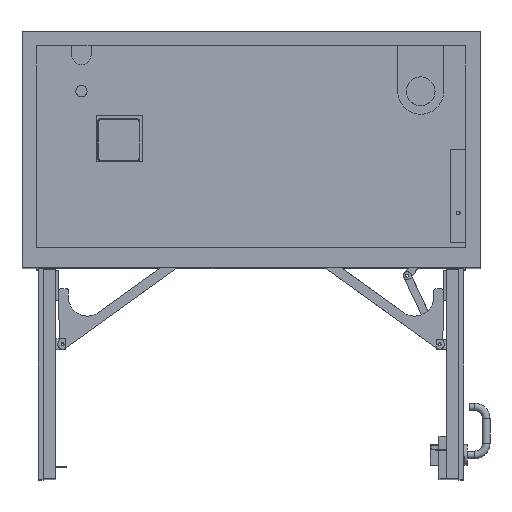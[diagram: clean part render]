
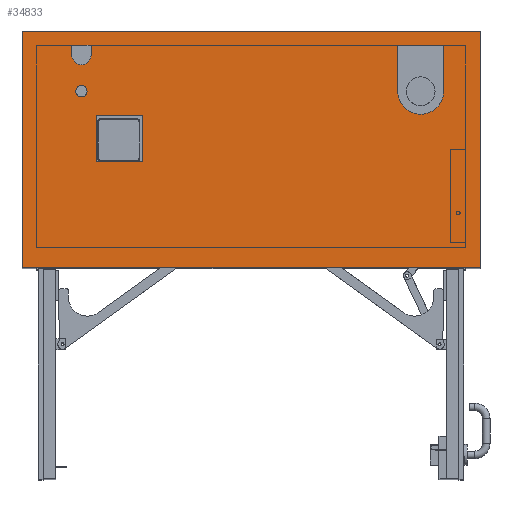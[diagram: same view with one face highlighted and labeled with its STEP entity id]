
A CAD part, top view. The second image highlights one B-rep face of the part: STEP entity #34833.
In plain terms, the highlighted planar face has unit normal (0, 0, 1).
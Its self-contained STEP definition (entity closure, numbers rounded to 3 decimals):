
#1017=FACE_BOUND('',#5944,.T.);
#1018=FACE_BOUND('',#5945,.T.);
#1019=FACE_BOUND('',#5946,.T.);
#1020=FACE_BOUND('',#5947,.T.);
#2200=PLANE('',#36915);
#3899=FACE_OUTER_BOUND('',#5943,.T.);
#5943=EDGE_LOOP('',(#30362,#30363,#30364,#30365));
#5944=EDGE_LOOP('',(#30366,#30367,#30368,#30369));
#5945=EDGE_LOOP('',(#30370,#30371,#30372,#30373));
#5946=EDGE_LOOP('',(#30374,#30375,#30376,#30377));
#5947=EDGE_LOOP('',(#30378));
#9275=LINE('',#56716,#12878);
#9343=LINE('',#56858,#12946);
#9350=LINE('',#56873,#12953);
#9354=LINE('',#56882,#12957);
#9357=LINE('',#56888,#12960);
#9360=LINE('',#56893,#12963);
#9399=LINE('',#56976,#13002);
#9401=LINE('',#56980,#13004);
#9402=LINE('',#56982,#13005);
#9407=LINE('',#56992,#13010);
#9409=LINE('',#56998,#13012);
#9444=LINE('',#57105,#13047);
#9446=LINE('',#57109,#13049);
#9448=LINE('',#57112,#13051);
#12878=VECTOR('',#43935,10.);
#12946=VECTOR('',#44047,10.);
#12953=VECTOR('',#44060,10.);
#12957=VECTOR('',#44066,10.);
#12960=VECTOR('',#44071,10.);
#12963=VECTOR('',#44076,10.);
#13002=VECTOR('',#44163,10.);
#13004=VECTOR('',#44167,10.);
#13005=VECTOR('',#44170,10.);
#13010=VECTOR('',#44179,10.);
#13012=VECTOR('',#44187,10.);
#13047=VECTOR('',#44314,10.);
#13049=VECTOR('',#44318,10.);
#13051=VECTOR('',#44322,10.);
#13846=CIRCLE('',#36831,60.);
#13849=CIRCLE('',#36865,25.);
#13850=CIRCLE('',#36868,14.5);
#16687=VERTEX_POINT('',#56713);
#16688=VERTEX_POINT('',#56715);
#16739=VERTEX_POINT('',#56855);
#16740=VERTEX_POINT('',#56857);
#16742=VERTEX_POINT('',#56863);
#16745=VERTEX_POINT('',#56871);
#16748=VERTEX_POINT('',#56879);
#16749=VERTEX_POINT('',#56881);
#16750=VERTEX_POINT('',#56885);
#16751=VERTEX_POINT('',#56887);
#16752=VERTEX_POINT('',#56891);
#16773=VERTEX_POINT('',#56978);
#16776=VERTEX_POINT('',#56990);
#16777=VERTEX_POINT('',#56994);
#16778=VERTEX_POINT('',#57001);
#16803=VERTEX_POINT('',#57104);
#16804=VERTEX_POINT('',#57108);
#21174=EDGE_CURVE('',#16688,#16687,#9275,.T.);
#21246=EDGE_CURVE('',#16740,#16739,#9343,.T.);
#21250=EDGE_CURVE('',#16739,#16742,#13846,.T.);
#21254=EDGE_CURVE('',#16742,#16745,#9350,.T.);
#21258=EDGE_CURVE('',#16749,#16748,#9354,.T.);
#21261=EDGE_CURVE('',#16751,#16750,#9357,.T.);
#21264=EDGE_CURVE('',#16750,#16752,#9360,.T.);
#21305=EDGE_CURVE('',#16745,#16740,#9399,.T.);
#21307=EDGE_CURVE('',#16752,#16773,#9401,.T.);
#21308=EDGE_CURVE('',#16773,#16751,#9402,.T.);
#21313=EDGE_CURVE('',#16748,#16776,#9407,.T.);
#21314=EDGE_CURVE('',#16777,#16749,#13849,.T.);
#21316=EDGE_CURVE('',#16776,#16777,#9409,.T.);
#21318=EDGE_CURVE('',#16778,#16778,#13850,.T.);
#21368=EDGE_CURVE('',#16803,#16688,#9444,.T.);
#21370=EDGE_CURVE('',#16804,#16803,#9446,.T.);
#21372=EDGE_CURVE('',#16687,#16804,#9448,.T.);
#30362=ORIENTED_EDGE('',*,*,#21174,.T.);
#30363=ORIENTED_EDGE('',*,*,#21372,.T.);
#30364=ORIENTED_EDGE('',*,*,#21370,.T.);
#30365=ORIENTED_EDGE('',*,*,#21368,.T.);
#30366=ORIENTED_EDGE('',*,*,#21250,.T.);
#30367=ORIENTED_EDGE('',*,*,#21254,.T.);
#30368=ORIENTED_EDGE('',*,*,#21305,.T.);
#30369=ORIENTED_EDGE('',*,*,#21246,.T.);
#30370=ORIENTED_EDGE('',*,*,#21307,.T.);
#30371=ORIENTED_EDGE('',*,*,#21308,.T.);
#30372=ORIENTED_EDGE('',*,*,#21261,.T.);
#30373=ORIENTED_EDGE('',*,*,#21264,.T.);
#30374=ORIENTED_EDGE('',*,*,#21313,.T.);
#30375=ORIENTED_EDGE('',*,*,#21316,.T.);
#30376=ORIENTED_EDGE('',*,*,#21314,.T.);
#30377=ORIENTED_EDGE('',*,*,#21258,.T.);
#30378=ORIENTED_EDGE('',*,*,#21318,.T.);
#34833=ADVANCED_FACE('',(#3899,#1017,#1018,#1019,#1020),#2200,.T.);
#36831=AXIS2_PLACEMENT_3D('',#56865,#44053,#44054);
#36865=AXIS2_PLACEMENT_3D('',#56995,#44182,#44183);
#36868=AXIS2_PLACEMENT_3D('',#57002,#44191,#44192);
#36915=AXIS2_PLACEMENT_3D('',#57113,#44323,#44324);
#43935=DIRECTION('',(1.,0.,0.));
#44047=DIRECTION('',(0.,-1.,0.));
#44053=DIRECTION('center_axis',(0.,0.,-1.));
#44054=DIRECTION('ref_axis',(-1.,0.,0.));
#44060=DIRECTION('',(0.,1.,0.));
#44066=DIRECTION('',(0.,1.,0.));
#44071=DIRECTION('',(0.,1.,0.));
#44076=DIRECTION('',(1.,0.,0.));
#44163=DIRECTION('',(1.,0.,0.));
#44167=DIRECTION('',(0.,-1.,0.));
#44170=DIRECTION('',(-1.,0.,0.));
#44179=DIRECTION('',(1.,0.,0.));
#44182=DIRECTION('center_axis',(0.,0.,-1.));
#44183=DIRECTION('ref_axis',(1.,0.,0.));
#44187=DIRECTION('',(0.,-1.,0.));
#44191=DIRECTION('center_axis',(0.,0.,-1.));
#44192=DIRECTION('ref_axis',(-1.,0.,0.));
#44314=DIRECTION('',(0.,-1.,0.));
#44318=DIRECTION('',(-1.,0.,0.));
#44322=DIRECTION('',(0.,1.,0.));
#44323=DIRECTION('center_axis',(0.,0.,1.));
#44324=DIRECTION('ref_axis',(1.,0.,0.));
#56713=CARTESIAN_POINT('',(596.88,-307.5,974.185));
#56715=CARTESIAN_POINT('',(-596.88,-307.5,974.185));
#56716=CARTESIAN_POINT('',(-596.88,-307.5,974.185));
#56855=CARTESIAN_POINT('',(502.,151.98,974.185));
#56857=CARTESIAN_POINT('',(502.,271.5,974.185));
#56858=CARTESIAN_POINT('',(502.,135.75,974.185));
#56863=CARTESIAN_POINT('',(382.,151.98,974.185));
#56865=CARTESIAN_POINT('Origin',(442.,151.98,974.185));
#56871=CARTESIAN_POINT('',(382.,271.5,974.185));
#56873=CARTESIAN_POINT('',(382.,75.99,974.185));
#56879=CARTESIAN_POINT('',(-467.,271.5,974.185));
#56881=CARTESIAN_POINT('',(-467.,246.,974.185));
#56882=CARTESIAN_POINT('',(-467.,123.,974.185));
#56885=CARTESIAN_POINT('',(-403.,87.98,974.185));
#56887=CARTESIAN_POINT('',(-403.,-32.02,974.185));
#56888=CARTESIAN_POINT('',(-403.,-16.01,974.185));
#56891=CARTESIAN_POINT('',(-283.,87.98,974.185));
#56893=CARTESIAN_POINT('',(-201.5,87.98,974.185));
#56976=CARTESIAN_POINT('',(191.,271.5,974.185));
#56978=CARTESIAN_POINT('',(-283.,-32.02,974.185));
#56980=CARTESIAN_POINT('',(-283.,43.99,974.185));
#56982=CARTESIAN_POINT('',(-141.5,-32.02,974.185));
#56990=CARTESIAN_POINT('',(-417.,271.5,974.185));
#56992=CARTESIAN_POINT('',(-233.5,271.5,974.185));
#56994=CARTESIAN_POINT('',(-417.,246.,974.185));
#56995=CARTESIAN_POINT('Origin',(-442.,246.,974.185));
#56998=CARTESIAN_POINT('',(-417.,135.75,974.185));
#57001=CARTESIAN_POINT('',(-427.5,151.98,974.185));
#57002=CARTESIAN_POINT('Origin',(-442.,151.98,974.185));
#57104=CARTESIAN_POINT('',(-596.88,307.5,974.185));
#57105=CARTESIAN_POINT('',(-596.88,307.5,974.185));
#57108=CARTESIAN_POINT('',(596.88,307.5,974.185));
#57109=CARTESIAN_POINT('',(596.88,307.5,974.185));
#57112=CARTESIAN_POINT('',(596.88,-307.5,974.185));
#57113=CARTESIAN_POINT('Origin',(0.,0.,
974.185));
